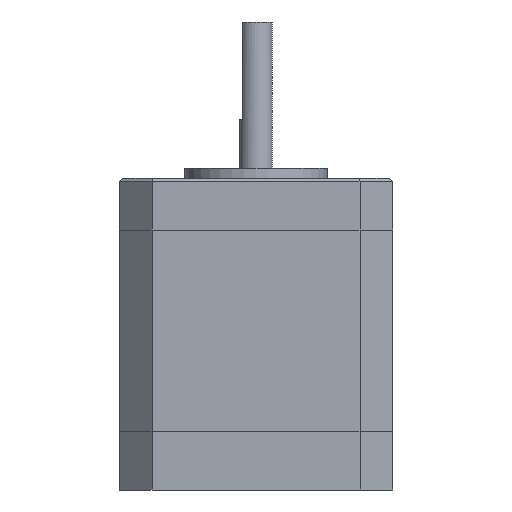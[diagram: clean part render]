
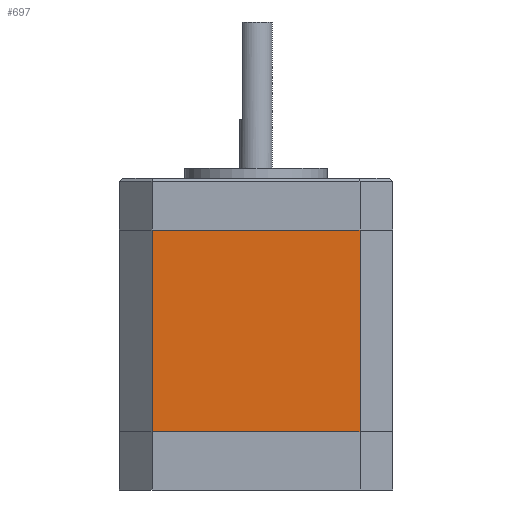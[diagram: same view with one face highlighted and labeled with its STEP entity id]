
A CAD part, front view. The second image highlights one B-rep face of the part: STEP entity #697.
In plain terms, the highlighted planar face has unit normal (0, -1, 0).
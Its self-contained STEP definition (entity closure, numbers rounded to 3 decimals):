
#60 = EDGE_CURVE ( 'NONE', #530, #3026, #2975, .T. ) ;
#87 = CARTESIAN_POINT ( 'NONE',  ( 16., -21., -39. ) ) ;
#196 = DIRECTION ( 'NONE',  ( -1., 0., 0. ) ) ;
#372 = LINE ( 'NONE', #1105, #2621 ) ;
#449 = LINE ( 'NONE', #2776, #1337 ) ;
#478 = EDGE_CURVE ( 'NONE', #849, #530, #449, .T. ) ;
#501 = VECTOR ( 'NONE', #717, 1000. ) ;
#530 = VERTEX_POINT ( 'NONE', #844 ) ;
#592 = PLANE ( 'NONE',  #2556 ) ;
#659 = VECTOR ( 'NONE', #3131, 1000. ) ;
#697 = ADVANCED_FACE ( 'NONE', ( #2242 ), #592, .F. ) ;
#717 = DIRECTION ( 'NONE',  ( 0., 0., 1. ) ) ;
#840 = DIRECTION ( 'NONE',  ( 0., 0., 1. ) ) ;
#844 = CARTESIAN_POINT ( 'NONE',  ( -16., -21., -39. ) ) ;
#849 = VERTEX_POINT ( 'NONE', #87 ) ;
#1064 = ORIENTED_EDGE ( 'NONE', *, *, #478, .F. ) ;
#1105 = CARTESIAN_POINT ( 'NONE',  ( 16., -21., -39. ) ) ;
#1256 = ORIENTED_EDGE ( 'NONE', *, *, #2815, .T. ) ;
#1337 = VECTOR ( 'NONE', #196, 1000. ) ;
#1406 = DIRECTION ( 'NONE',  ( 0., 0., 1. ) ) ;
#1921 = EDGE_LOOP ( 'NONE', ( #2673, #1997, #1064, #1256 ) ) ;
#1997 = ORIENTED_EDGE ( 'NONE', *, *, #60, .F. ) ;
#2004 = CARTESIAN_POINT ( 'NONE',  ( 16., -21., -8. ) ) ;
#2015 = CARTESIAN_POINT ( 'NONE',  ( -16., -21., -39. ) ) ;
#2023 = CARTESIAN_POINT ( 'NONE',  ( -16., -21., -8. ) ) ;
#2242 = FACE_OUTER_BOUND ( 'NONE', #1921, .T. ) ;
#2266 = VERTEX_POINT ( 'NONE', #2004 ) ;
#2372 = DIRECTION ( 'NONE',  ( 0., 1., 0. ) ) ;
#2385 = CARTESIAN_POINT ( 'NONE',  ( 16., -21., -39. ) ) ;
#2556 = AXIS2_PLACEMENT_3D ( 'NONE', #2385, #2372, #1406 ) ;
#2621 = VECTOR ( 'NONE', #840, 1000. ) ;
#2673 = ORIENTED_EDGE ( 'NONE', *, *, #3135, .T. ) ;
#2776 = CARTESIAN_POINT ( 'NONE',  ( 16., -21., -39. ) ) ;
#2815 = EDGE_CURVE ( 'NONE', #849, #2266, #372, .T. ) ;
#2826 = LINE ( 'NONE', #3085, #659 ) ;
#2975 = LINE ( 'NONE', #2015, #501 ) ;
#3026 = VERTEX_POINT ( 'NONE', #2023 ) ;
#3085 = CARTESIAN_POINT ( 'NONE',  ( 16., -21., -8. ) ) ;
#3131 = DIRECTION ( 'NONE',  ( -1., 0., 0. ) ) ;
#3135 = EDGE_CURVE ( 'NONE', #2266, #3026, #2826, .T. ) ;
